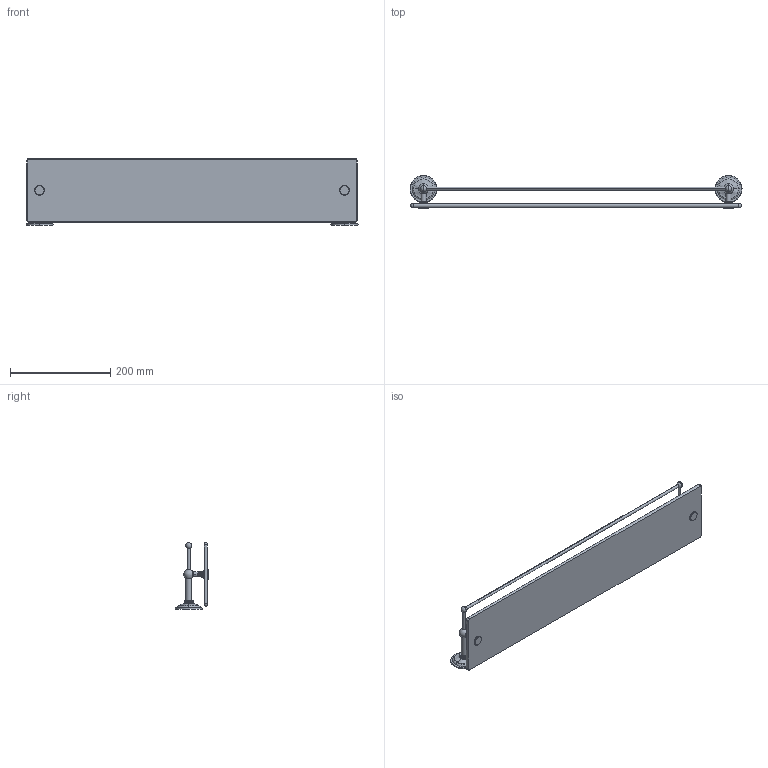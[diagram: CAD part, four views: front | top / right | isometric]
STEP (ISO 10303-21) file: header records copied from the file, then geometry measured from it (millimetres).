
FILE_DESCRIPTION((''),'2;1');
FILE_NAME('2635T-24','2021-12-17T15:53:27',('jinson.thomas'),(''),'CREO PARAMETRIC BY PTC INC, 2018400','CREO PARAMETRIC BY PTC INC, 2018400','');
FILE_SCHEMA(('CONFIG_CONTROL_DESIGN'));
Products named in the file (1): 2635T-24
Bounding box: 663.6 x 66.81 x 133.5 mm (x, y, z)
Volume: 608744.4 mm3; surface area: 209936.2 mm2
Topology: 1 solids, 1 shells, 1144 faces, 2650 edges, 1520 vertices
Faces by surface type: plane 632, cylinder 210, bspline 194, cone 80, torus 16, sphere 12
Entity records: 47558 total; most frequent: CARTESIAN_POINT 24084, ORIENTED_EDGE 5284, DIRECTION 4340, EDGE_CURVE 2642, AXIS2_PLACEMENT_3D 1798, VERTEX_POINT 1520, EDGE_LOOP 1166, FACE_OUTER_BOUND 1144
